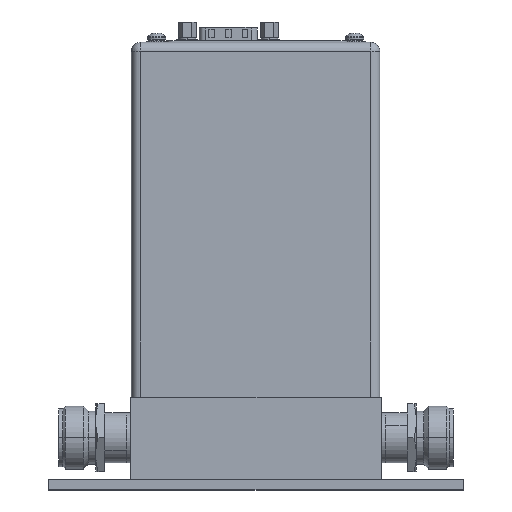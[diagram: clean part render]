
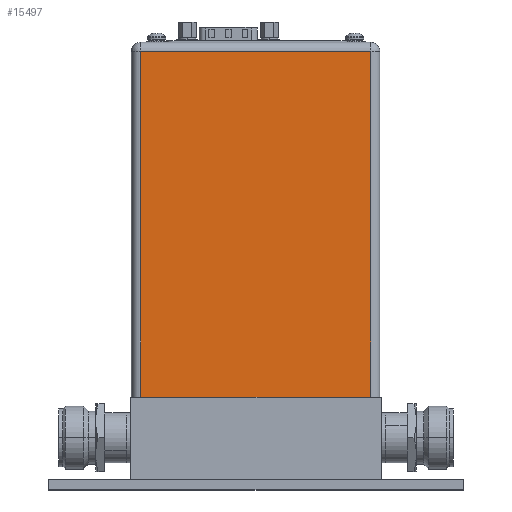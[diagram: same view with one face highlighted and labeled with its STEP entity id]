
A CAD part, top view. The second image highlights one B-rep face of the part: STEP entity #15497.
In plain terms, the highlighted planar face has unit normal (0, 0, 1).
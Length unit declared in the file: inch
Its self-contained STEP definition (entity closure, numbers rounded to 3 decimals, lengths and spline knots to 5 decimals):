
#13071=DIRECTION('',(1.,0.,0.));
#13072=VECTOR('',#13071,2.755);
#13073=CARTESIAN_POINT('',(-1.3775,0.,1.425));
#13074=LINE('',#13073,#13072);
#14078=DIRECTION('',(0.,-1.,0.));
#14079=VECTOR('',#14078,4.14);
#14080=CARTESIAN_POINT('',(1.3775,4.14,1.425));
#14081=LINE('',#14080,#14079);
#14085=DIRECTION('',(0.,-1.,0.));
#14086=VECTOR('',#14085,4.14);
#14087=CARTESIAN_POINT('',(-1.3775,4.14,1.425));
#14088=LINE('',#14087,#14086);
#14092=DIRECTION('',(1.,0.,0.));
#14093=VECTOR('',#14092,2.755);
#14094=CARTESIAN_POINT('',(-1.3775,4.14,1.425));
#14095=LINE('',#14094,#14093);
#14628=CARTESIAN_POINT('',(1.3775,0.,1.425));
#14630=VERTEX_POINT('',#14628);
#14631=CARTESIAN_POINT('',(1.3775,4.14,1.425));
#14632=VERTEX_POINT('',#14631);
#14643=CARTESIAN_POINT('',(-1.3775,0.,1.425));
#14645=VERTEX_POINT('',#14643);
#14647=CARTESIAN_POINT('',(-1.3775,4.14,1.425));
#14648=VERTEX_POINT('',#14647);
#15485=CARTESIAN_POINT('',(-1.4875,0.,1.425));
#15486=DIRECTION('',(0.,0.,1.));
#15487=DIRECTION('',(1.,0.,0.));
#15488=AXIS2_PLACEMENT_3D('',#15485,#15486,#15487);
#15489=PLANE('',#15488);
#15491=ORIENTED_EDGE('',*,*,#15490,.T.);
#15492=ORIENTED_EDGE('',*,*,#14674,.F.);
#15493=ORIENTED_EDGE('',*,*,#15454,.F.);
#15494=ORIENTED_EDGE('',*,*,#15476,.T.);
#15495=EDGE_LOOP('',(#15491,#15492,#15493,#15494));
#15496=FACE_OUTER_BOUND('',#15495,.F.);
#15497=ADVANCED_FACE('',(#15496),#15489,.T.);
#14674=EDGE_CURVE('',#14645,#14630,#13074,.T.);
#15454=EDGE_CURVE('',#14648,#14645,#14088,.T.);
#15476=EDGE_CURVE('',#14648,#14632,#14095,.T.);
#15490=EDGE_CURVE('',#14632,#14630,#14081,.T.);
